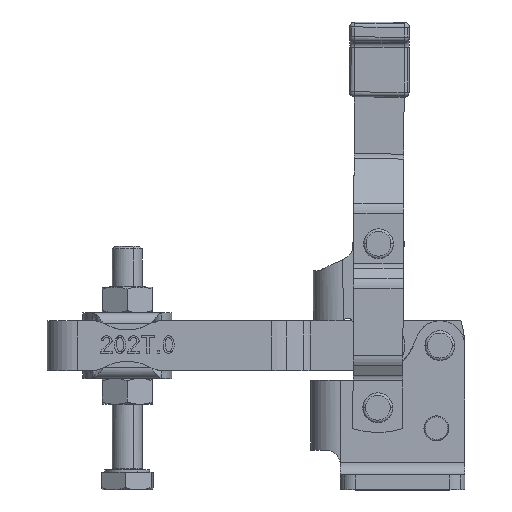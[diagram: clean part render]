
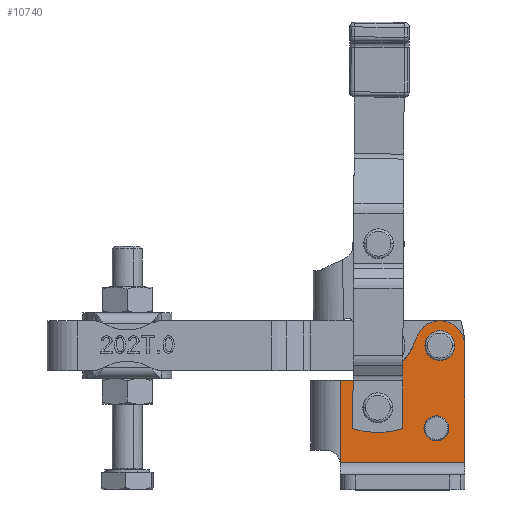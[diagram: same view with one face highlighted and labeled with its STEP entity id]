
A CAD part, top view. The second image highlights one B-rep face of the part: STEP entity #10740.
In plain terms, the highlighted planar face has unit normal (0, 0, 1).
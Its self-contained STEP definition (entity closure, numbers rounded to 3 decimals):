
#1067=CARTESIAN_POINT('',(-8.803,6.297,3.));
#1068=VERTEX_POINT('',#1067);
#1077=CARTESIAN_POINT('',(-3.803,6.297,3.));
#1078=VERTEX_POINT('',#1077);
#1079=CARTESIAN_POINT('',(-6.303,6.297,3.));
#1080=DIRECTION('',(0.0,0.0,-1.0));
#1081=DIRECTION('',(1.0,0.0,0.0));
#1082=AXIS2_PLACEMENT_3D('',#1079,#1080,#1081);
#1083=CIRCLE('',#1082,2.5);
#1084=EDGE_CURVE('',#1078,#1068,#1083,.T.);
#2656=CARTESIAN_POINT('',(-5.596,25.942,3.));
#2657=VERTEX_POINT('',#2656);
#2674=CARTESIAN_POINT('',(-5.596,19.942,3.));
#2675=VERTEX_POINT('',#2674);
#2682=CARTESIAN_POINT('',(-5.596,22.942,3.));
#2683=DIRECTION('',(0.0,0.0,-1.0));
#2684=DIRECTION('',(0.0,1.0,0.0));
#2685=AXIS2_PLACEMENT_3D('',#2682,#2683,#2684);
#2686=CIRCLE('',#2685,3.);
#2687=EDGE_CURVE('',#2657,#2675,#2686,.T.);
#4674=CARTESIAN_POINT('',(-9.131,26.478,3.0));
#4675=VERTEX_POINT('',#4674);
#4691=CARTESIAN_POINT('',(-10.375,24.413,3.0));
#4692=VERTEX_POINT('',#4691);
#4699=CARTESIAN_POINT('',(-5.596,22.942,3.0));
#4700=DIRECTION('',(0.0,0.0,-1.));
#4701=DIRECTION('',(0.707,0.707,0.0));
#4702=AXIS2_PLACEMENT_3D('',#4699,#4700,#4701);
#4703=CIRCLE('',#4702,5.);
#4704=EDGE_CURVE('',#4692,#4675,#4703,.T.);
#5880=CARTESIAN_POINT('',(-25.596,-0.558,3.));
#5881=VERTEX_POINT('',#5880);
#5888=CARTESIAN_POINT('',(-25.596,15.942,3.));
#5889=VERTEX_POINT('',#5888);
#5890=CARTESIAN_POINT('',(-25.596,15.942,3.));
#5891=DIRECTION('',(0.0,-1.0,0.0));
#5892=VECTOR('',#5891,16.5);
#5893=LINE('',#5890,#5892);
#5894=EDGE_CURVE('',#5889,#5881,#5893,.T.);
#6075=CARTESIAN_POINT('',(-0.596,22.942,3.));
#6076=VERTEX_POINT('',#6075);
#6077=CARTESIAN_POINT('',(-5.596,22.942,3.0));
#6078=DIRECTION('',(0.0,0.0,-1.));
#6079=DIRECTION('',(0.707,0.707,0.0));
#6080=AXIS2_PLACEMENT_3D('',#6077,#6078,#6079);
#6081=CIRCLE('',#6080,5.);
#6082=EDGE_CURVE('',#4675,#6076,#6081,.T.);
#6158=CARTESIAN_POINT('',(-21.844,15.942,3.));
#6159=VERTEX_POINT('',#6158);
#6160=CARTESIAN_POINT('',(-21.844,27.942,3.));
#6161=DIRECTION('',(0.0,0.0,1.0));
#6162=DIRECTION('',(0.0,1.0,0.0));
#6163=AXIS2_PLACEMENT_3D('',#6160,#6161,#6162);
#6164=CIRCLE('',#6163,12.);
#6165=EDGE_CURVE('',#4692,#6159,#6164,.F.);
#6217=CARTESIAN_POINT('',(-21.844,15.942,3.));
#6218=DIRECTION('',(-1.0,0.0,0.0));
#6219=VECTOR('',#6218,3.752);
#6220=LINE('',#6217,#6219);
#6221=EDGE_CURVE('',#6159,#5889,#6220,.T.);
#6427=CARTESIAN_POINT('',(-0.596,-0.558,3.));
#6428=VERTEX_POINT('',#6427);
#6436=CARTESIAN_POINT('',(-25.596,-0.558,3.));
#6437=DIRECTION('',(1.0,0.0,0.0));
#6438=VECTOR('',#6437,25.);
#6439=LINE('',#6436,#6438);
#6440=EDGE_CURVE('',#5881,#6428,#6439,.T.);
#6643=CARTESIAN_POINT('',(-0.596,22.942,3.));
#6644=DIRECTION('',(0.0,-1.0,0.0));
#6645=VECTOR('',#6644,23.5);
#6646=LINE('',#6643,#6645);
#6647=EDGE_CURVE('',#6076,#6428,#6646,.T.);
#10671=CARTESIAN_POINT('',(-16.096,10.942,3.));
#10672=DIRECTION('',(0.0,0.0,1.0));
#10673=DIRECTION('',(1.0,0.0,0.0));
#10674=AXIS2_PLACEMENT_3D('',#10671,#10672,#10673);
#10675=PLANE('',#10674);
#10676=ORIENTED_EDGE('',*,*,#6440,.T.);
#10677=ORIENTED_EDGE('',*,*,#6647,.F.);
#10678=ORIENTED_EDGE('',*,*,#6082,.F.);
#10679=ORIENTED_EDGE('',*,*,#4704,.F.);
#10680=ORIENTED_EDGE('',*,*,#6165,.T.);
#10681=ORIENTED_EDGE('',*,*,#6221,.T.);
#10682=ORIENTED_EDGE('',*,*,#5894,.T.);
#10683=EDGE_LOOP('',(#10676,#10677,#10678,#10679,#10680,#10681,#10682));
#10684=FACE_OUTER_BOUND('',#10683,.T.);
#10685=ORIENTED_EDGE('',*,*,#2687,.T.);
#10686=CARTESIAN_POINT('',(-5.596,22.942,3.));
#10687=DIRECTION('',(0.0,0.0,-1.0));
#10688=DIRECTION('',(0.0,1.0,0.0));
#10689=AXIS2_PLACEMENT_3D('',#10686,#10687,#10688);
#10690=CIRCLE('',#10689,3.);
#10691=EDGE_CURVE('',#2675,#2657,#10690,.T.);
#10692=ORIENTED_EDGE('',*,*,#10691,.T.);
#10693=EDGE_LOOP('',(#10685,#10692));
#10694=FACE_BOUND('',#10693,.T.);
#10695=ORIENTED_EDGE('',*,*,#1084,.T.);
#10696=CARTESIAN_POINT('',(-6.303,6.297,3.));
#10697=DIRECTION('',(0.0,0.0,-1.0));
#10698=DIRECTION('',(1.0,0.0,0.0));
#10699=AXIS2_PLACEMENT_3D('',#10696,#10697,#10698);
#10700=CIRCLE('',#10699,2.5);
#10701=EDGE_CURVE('',#1068,#1078,#10700,.T.);
#10702=ORIENTED_EDGE('',*,*,#10701,.T.);
#10703=EDGE_LOOP('',(#10695,#10702));
#10704=FACE_BOUND('',#10703,.T.);
#10705=CARTESIAN_POINT('',(-13.071,15.847,3.));
#10706=VERTEX_POINT('',#10705);
#10707=CARTESIAN_POINT('',(-23.071,15.894,3.));
#10708=VERTEX_POINT('',#10707);
#10709=CARTESIAN_POINT('',(-13.071,15.847,3.));
#10710=DIRECTION('',(-1.,0.005,0.0));
#10711=VECTOR('',#10710,10.0);
#10712=LINE('',#10709,#10711);
#10713=EDGE_CURVE('',#10706,#10708,#10712,.T.);
#10714=ORIENTED_EDGE('',*,*,#10713,.F.);
#10715=CARTESIAN_POINT('',(-13.115,6.221,3.));
#10716=VERTEX_POINT('',#10715);
#10717=CARTESIAN_POINT('',(-13.071,15.847,3.));
#10718=DIRECTION('',(-0.005,-1.,0.));
#10719=VECTOR('',#10718,9.627);
#10720=LINE('',#10717,#10719);
#10721=EDGE_CURVE('',#10706,#10716,#10720,.T.);
#10722=ORIENTED_EDGE('',*,*,#10721,.T.);
#10723=CARTESIAN_POINT('',(-23.115,6.267,3.));
#10724=VERTEX_POINT('',#10723);
#10725=CARTESIAN_POINT('',(-18.045,21.442,3.));
#10726=DIRECTION('',(0.,0.,-1.0));
#10727=DIRECTION('',(-0.317,-0.948,0.));
#10728=AXIS2_PLACEMENT_3D('',#10725,#10726,#10727);
#10729=CIRCLE('',#10728,16.);
#10730=EDGE_CURVE('',#10716,#10724,#10729,.T.);
#10731=ORIENTED_EDGE('',*,*,#10730,.T.);
#10732=CARTESIAN_POINT('',(-23.115,6.267,3.));
#10733=DIRECTION('',(0.005,1.,0.));
#10734=VECTOR('',#10733,9.627);
#10735=LINE('',#10732,#10734);
#10736=EDGE_CURVE('',#10724,#10708,#10735,.T.);
#10737=ORIENTED_EDGE('',*,*,#10736,.T.);
#10738=EDGE_LOOP('',(#10714,#10722,#10731,#10737));
#10739=FACE_BOUND('',#10738,.T.);
#10740=ADVANCED_FACE('',(#10684,#10694,#10704,#10739),#10675,.T.);
